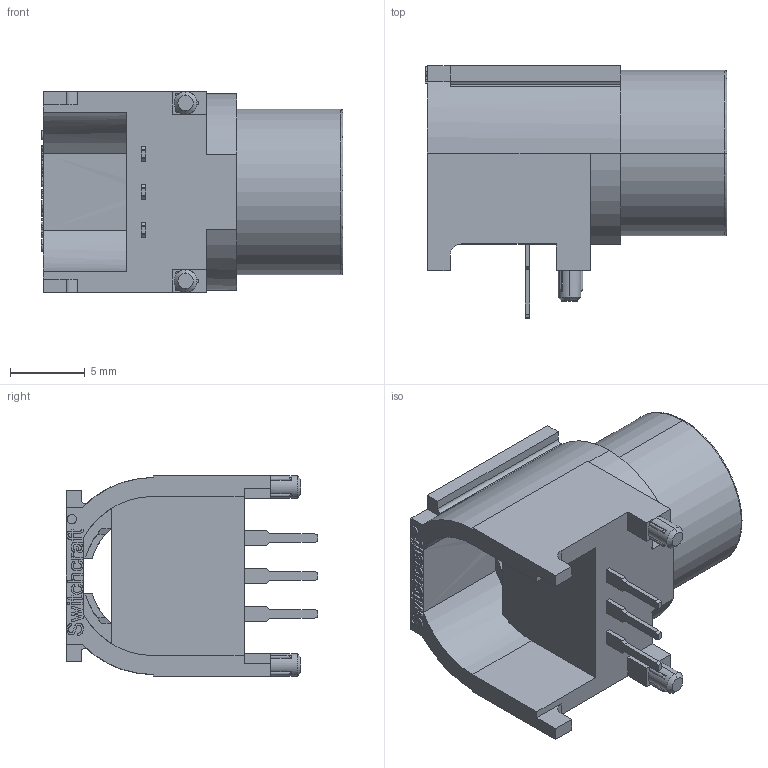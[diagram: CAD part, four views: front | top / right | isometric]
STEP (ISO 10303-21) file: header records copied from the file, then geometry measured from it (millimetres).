
FILE_DESCRIPTION (( 'STEP AP214' ), '1' );
FILE_NAME ('TRAPC3M1X.STEP', '2014-07-02T18:10:35', ( '' ), ( '' ), 'SwSTEP 2.0', 'SolidWorks 2014', '' );
FILE_SCHEMA (( 'AUTOMOTIVE_DESIGN' ));
Length unit declared in the file: inch
Products named in the file (1): TRAPC3M1X
Bounding box: 20.22 x 16.89 x 13.46 mm (x, y, z)
Volume: 1447.8 mm3; surface area: 1776.8 mm2
Topology: 1 solids, 1 shells, 329 faces, 899 edges, 593 vertices
Faces by surface type: plane 185, bspline 83, cylinder 42, cone 19
Entity records: 18082 total; most frequent: CARTESIAN_POINT 5909, ORIENTED_EDGE 1798, DIRECTION 1343, EDGE_CURVE 899, LINE 609, VECTOR 609, VERTEX_POINT 593, AXIS2_PLACEMENT_3D 367
